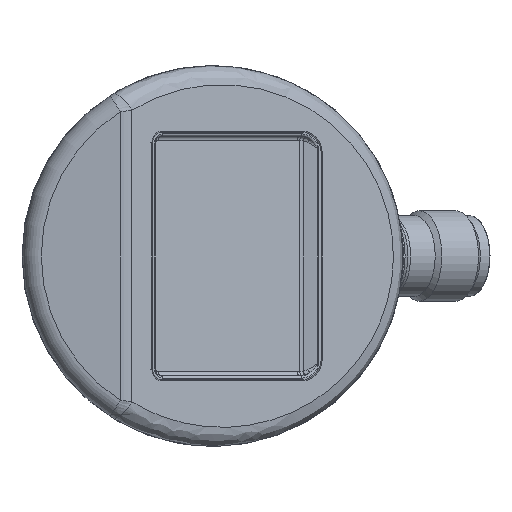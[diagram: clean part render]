
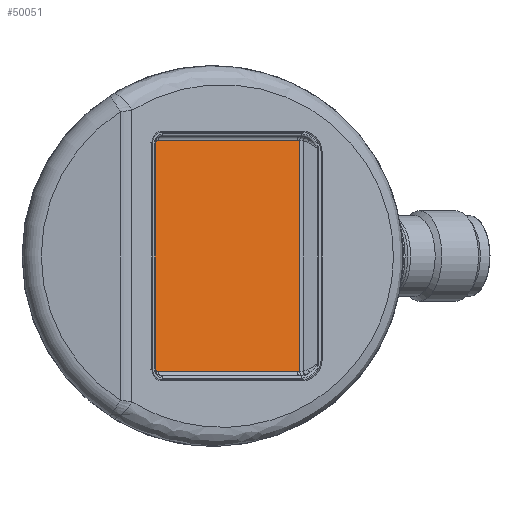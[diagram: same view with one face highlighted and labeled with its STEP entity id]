
A CAD part, front view. The second image highlights one B-rep face of the part: STEP entity #50051.
In plain terms, the highlighted planar face has unit normal (0.5, -0.866, 0).
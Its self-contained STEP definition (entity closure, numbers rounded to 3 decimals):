
#3305=LINE('',#63507,#5460);
#3306=LINE('',#63511,#5461);
#3307=LINE('',#63515,#5462);
#3308=LINE('',#63519,#5463);
#5460=VECTOR('',#55261,1000.);
#5461=VECTOR('',#55264,1000.);
#5462=VECTOR('',#55267,1000.);
#5463=VECTOR('',#55270,1000.);
#7615=ORIENTED_EDGE('',*,*,#18401,.T.);
#7616=ORIENTED_EDGE('',*,*,#18402,.T.);
#7617=ORIENTED_EDGE('',*,*,#18403,.T.);
#7618=ORIENTED_EDGE('',*,*,#18404,.T.);
#7619=ORIENTED_EDGE('',*,*,#18405,.T.);
#7620=ORIENTED_EDGE('',*,*,#18406,.T.);
#7621=ORIENTED_EDGE('',*,*,#18407,.T.);
#7622=ORIENTED_EDGE('',*,*,#18408,.T.);
#18401=EDGE_CURVE('',#23794,#23795,#27335,.F.);
#18402=EDGE_CURVE('',#23795,#23796,#3305,.T.);
#18403=EDGE_CURVE('',#23796,#23797,#27336,.F.);
#18404=EDGE_CURVE('',#23797,#23798,#3306,.T.);
#18405=EDGE_CURVE('',#23798,#23799,#27337,.F.);
#18406=EDGE_CURVE('',#23799,#23800,#3307,.T.);
#18407=EDGE_CURVE('',#23800,#23801,#27338,.F.);
#18408=EDGE_CURVE('',#23801,#23794,#3308,.T.);
#23794=VERTEX_POINT('',#63505);
#23795=VERTEX_POINT('',#63506);
#23796=VERTEX_POINT('',#63508);
#23797=VERTEX_POINT('',#63510);
#23798=VERTEX_POINT('',#63512);
#23799=VERTEX_POINT('',#63514);
#23800=VERTEX_POINT('',#63516);
#23801=VERTEX_POINT('',#63518);
#27335=CIRCLE('',#52211,1.946);
#27336=CIRCLE('',#52212,1.946);
#27337=CIRCLE('',#52213,0.446);
#27338=CIRCLE('',#52214,0.446);
#28438=EDGE_LOOP('',(#7615,#7616,#7617,#7618,#7619,#7620,#7621,#7622));
#30972=FACE_BOUND('',#28438,.T.);
#33506=PLANE('',#52210);
#50051=ADVANCED_FACE('',(#30972),#33506,.F.);
#52210=AXIS2_PLACEMENT_3D('',#63503,#55257,#55258);
#52211=AXIS2_PLACEMENT_3D('',#63504,#55259,#55260);
#52212=AXIS2_PLACEMENT_3D('',#63509,#55262,#55263);
#52213=AXIS2_PLACEMENT_3D('',#63513,#55265,#55266);
#52214=AXIS2_PLACEMENT_3D('',#63517,#55268,#55269);
#55257=DIRECTION('',(-0.5,0.866,0.));
#55258=DIRECTION('',(0.866,0.5,0.));
#55259=DIRECTION('',(-0.5,0.866,0.));
#55260=DIRECTION('',(0.866,0.5,0.));
#55261=DIRECTION('',(0.,0.,1.));
#55262=DIRECTION('',(-0.5,0.866,0.));
#55263=DIRECTION('',(0.866,0.5,0.));
#55264=DIRECTION('',(-0.866,-0.5,0.));
#55265=DIRECTION('',(-0.5,0.866,0.));
#55266=DIRECTION('',(0.866,0.5,0.));
#55267=DIRECTION('',(0.,0.,-1.));
#55268=DIRECTION('',(-0.5,0.866,0.));
#55269=DIRECTION('',(0.866,0.5,0.));
#55270=DIRECTION('',(0.866,0.5,0.));
#63503=CARTESIAN_POINT('',(11.243,-23.119,13.4));
#63504=CARTESIAN_POINT('',(11.243,-23.119,-13.4));
#63505=CARTESIAN_POINT('',(11.243,-23.119,-15.346));
#63506=CARTESIAN_POINT('',(11.526,-22.955,-15.318));
#63507=CARTESIAN_POINT('',(11.526,-22.955,15.252));
#63508=CARTESIAN_POINT('',(11.526,-22.955,15.318));
#63509=CARTESIAN_POINT('',(11.243,-23.119,13.4));
#63510=CARTESIAN_POINT('',(11.243,-23.119,15.346));
#63511=CARTESIAN_POINT('',(-7.203,-33.769,15.346));
#63512=CARTESIAN_POINT('',(-7.203,-33.769,15.346));
#63513=CARTESIAN_POINT('',(-7.203,-33.769,14.9));
#63514=CARTESIAN_POINT('',(-7.589,-33.991,14.9));
#63515=CARTESIAN_POINT('',(-7.589,-33.991,-14.9));
#63516=CARTESIAN_POINT('',(-7.589,-33.991,-14.9));
#63517=CARTESIAN_POINT('',(-7.203,-33.769,-14.9));
#63518=CARTESIAN_POINT('',(-7.203,-33.769,-15.346));
#63519=CARTESIAN_POINT('',(11.243,-23.119,-15.346));
